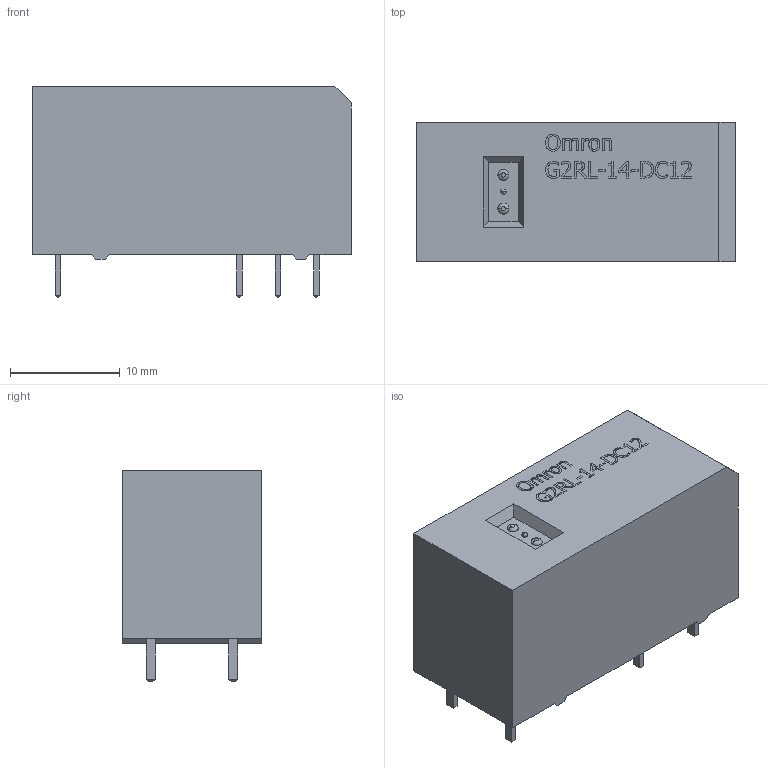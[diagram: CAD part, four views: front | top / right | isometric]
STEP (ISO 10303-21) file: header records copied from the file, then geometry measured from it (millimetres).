
FILE_DESCRIPTION (( 'STEP AP214' ), '1' );
FILE_NAME ('Relay_Omron_G2RL-14-DC12_eec.STEP', '2020-02-10T01:06:22', ( '' ), ( '' ), 'SwSTEP 2.0', 'SolidWorks 2019', '' );
FILE_SCHEMA (( 'AUTOMOTIVE_DESIGN' ));
Length unit declared in the file: inch
Products named in the file (1): Relay_Omron_G2RL-14-DC12_eec
Bounding box: 29 x 12.7 x 19.21 mm (x, y, z)
Volume: 5622.5 mm3; surface area: 2090.5 mm2
Topology: 18 solids, 18 shells, 335 faces, 849 edges, 559 vertices
Faces by surface type: plane 216, bspline 110, torus 6, cylinder 3
Entity records: 16013 total; most frequent: CARTESIAN_POINT 4097, ORIENTED_EDGE 1698, DIRECTION 1108, EDGE_CURVE 849, LINE 590, VECTOR 590, VERTEX_POINT 559, DIMENSIONAL_EXPONENTS 354
